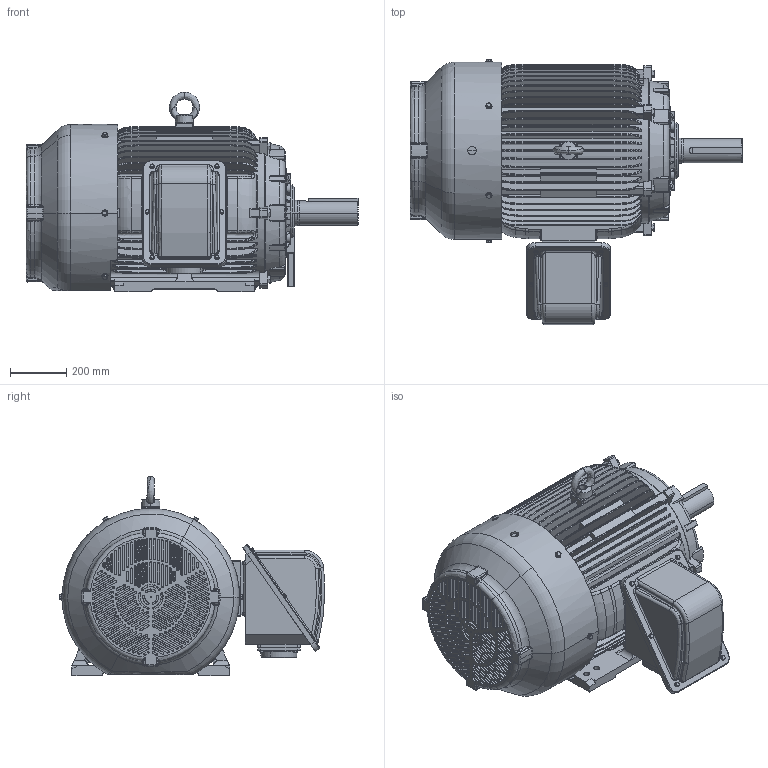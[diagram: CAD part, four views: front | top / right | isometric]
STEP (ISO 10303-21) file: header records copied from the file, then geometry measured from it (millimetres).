
FILE_DESCRIPTION (( 'STEP AP203' ), '1' );
FILE_NAME ('AEHH8N_445T.STEP', '2021-03-08T06:43:17', ( '' ), ( '' ), 'SwSTEP 2.0', 'SolidWorks 2020', '' );
FILE_SCHEMA (( 'CONFIG_CONTROL_DESIGN' ));
Length unit declared in the file: inch
Products named in the file (5): 3A206D3390309_預設3]; 220112231765_預設3]; 32301M324N_預設3]; AEHH8N_445T
Assembly tree (4 placements, depth 2):
  AEHH8N_445T
    AEHH8N_445T
    3A206D3390309_預設3]
    32301M324N_預設3]
    220112231765_預設3]
Bounding box: 1178.56 x 942.87 x 708.4 mm (x, y, z)
Volume: 1997231.1 mm3; surface area: 6184654.8 mm2
Topology: 3 solids, 49 shells, 4197 faces, 10632 edges, 6663 vertices
Faces by surface type: plane 1422, cylinder 1174, bspline 1160, cone 260, torus 137, sphere 44
Entity records: 205363 total; most frequent: CARTESIAN_POINT 115444, ORIENTED_EDGE 21084, DIRECTION 14107, EDGE_CURVE 10571, VERTEX_POINT 6651, AXIS2_PLACEMENT_3D 4909, EDGE_LOOP 4452, B_SPLINE_CURVE_WITH_KNOTS 4327
